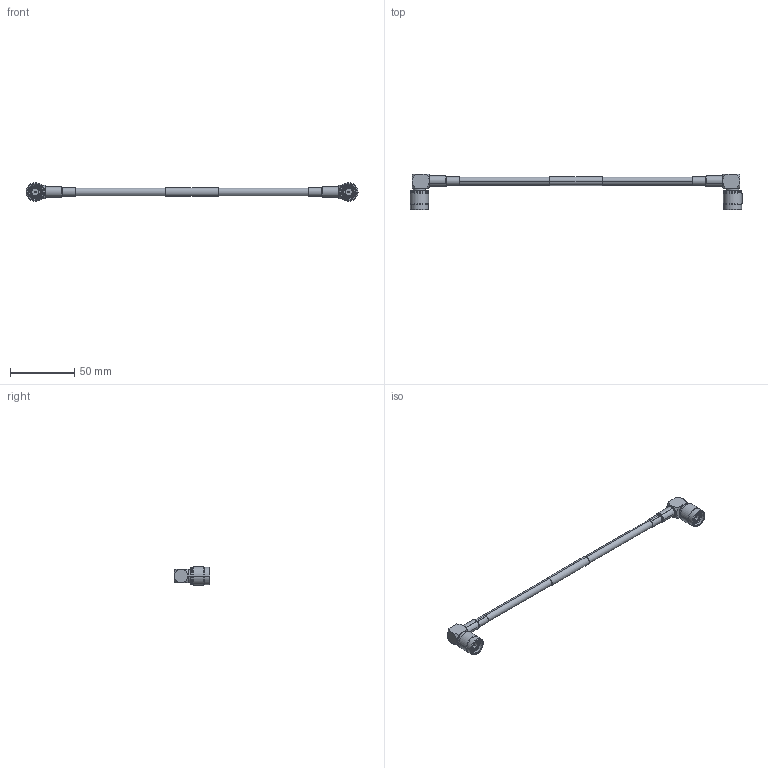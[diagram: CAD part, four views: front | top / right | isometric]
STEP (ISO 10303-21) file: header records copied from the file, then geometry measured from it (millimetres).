
FILE_DESCRIPTION (( 'STEP AP214' ), '1' );
FILE_NAME ('FMC00864_3D.step', '2023-02-23T03:21:54', ( '' ), ( '' ), 'SwSTEP 2.0', 'SolidWorks 2022', '' );
FILE_SCHEMA (( 'AUTOMOTIVE_DESIGN' ));
Length unit declared in the file: inch
Products named in the file (4): FMCN1422^FMC00864; LMR-240-UF^FMC00864; FMC00864_3D; heat shrink^FMC00864_shrunk
Assembly tree (5 placements, depth 2):
  FMC00864_3D
    LMR-240-UF^FMC00864
    FMCN1422^FMC00864  x2
    heat shrink^FMC00864_shrunk  x2
Bounding box: 258.7 x 27.99 x 14.5 mm (x, y, z)
Volume: 13286.3 mm3; surface area: 15863.4 mm2
Topology: 8 solids, 8 shells, 2520 faces, 5188 edges, 2712 vertices
Faces by surface type: bspline 1458, cylinder 548, cone 414, plane 76, torus 24
Entity records: 50619 total; most frequent: CARTESIAN_POINT 32279, ORIENTED_EDGE 5206, EDGE_CURVE 2603, DIRECTION 2091, VERTEX_POINT 1362, EDGE_LOOP 1285, ADVANCED_FACE 1265, FACE_OUTER_BOUND 1265
